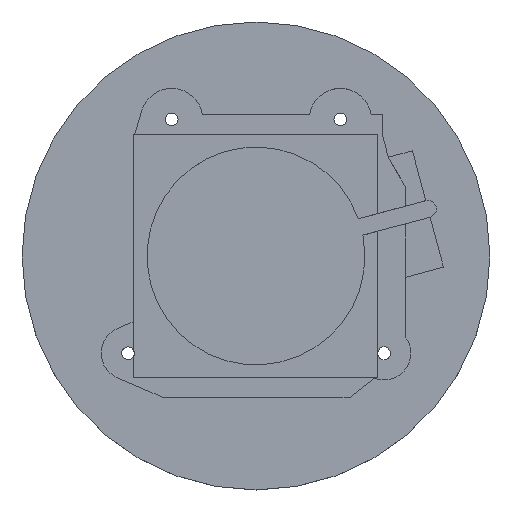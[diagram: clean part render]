
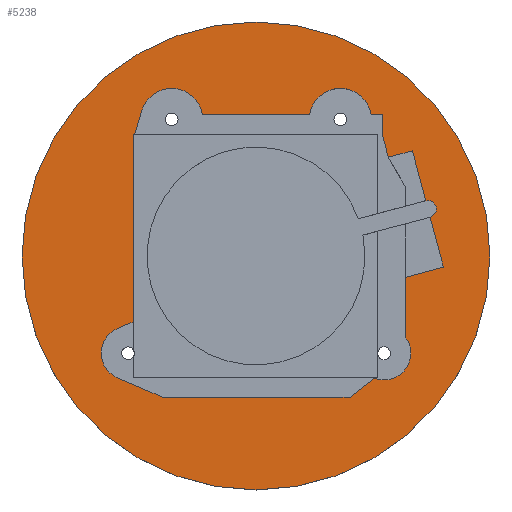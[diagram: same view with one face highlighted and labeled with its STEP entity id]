
A CAD part, top view. The second image highlights one B-rep face of the part: STEP entity #5238.
In plain terms, the highlighted planar face has unit normal (0, 0, 1).
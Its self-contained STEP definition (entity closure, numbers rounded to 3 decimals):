
#50=CIRCLE('',#5393,1.);
#52=CIRCLE('',#5396,27.5);
#53=CIRCLE('',#5397,3.15);
#54=CIRCLE('',#5398,3.15);
#55=CIRCLE('',#5399,3.65);
#56=CIRCLE('',#5400,3.65);
#90=FACE_BOUND('',#753,.T.);
#184=PLANE('',#5395);
#452=FACE_OUTER_BOUND('',#752,.T.);
#752=EDGE_LOOP('',(#4643));
#753=EDGE_LOOP('',(#4644,#4645,#4646,#4647,#4648,#4649,#4650,#4651,#4652,
#4653,#4654,#4655,#4656,#4657,#4658,#4659,#4660,#4661,#4662,#4663,#4664,
#4665));
#1156=LINE('',#10210,#1595);
#1171=LINE('',#10250,#1610);
#1174=LINE('',#10255,#1613);
#1176=LINE('',#10259,#1615);
#1178=LINE('',#10263,#1617);
#1180=LINE('',#10274,#1619);
#1181=LINE('',#10276,#1620);
#1182=LINE('',#10278,#1621);
#1183=LINE('',#10282,#1622);
#1184=LINE('',#10284,#1623);
#1185=LINE('',#10286,#1624);
#1186=LINE('',#10288,#1625);
#1187=LINE('',#10292,#1626);
#1188=LINE('',#10296,#1627);
#1189=LINE('',#10298,#1628);
#1190=LINE('',#10300,#1629);
#1191=LINE('',#10301,#1630);
#1595=VECTOR('',#5995,10.);
#1610=VECTOR('',#6028,10.);
#1613=VECTOR('',#6033,10.);
#1615=VECTOR('',#6037,10.);
#1617=VECTOR('',#6041,10.);
#1619=VECTOR('',#6055,10.);
#1620=VECTOR('',#6056,10.);
#1621=VECTOR('',#6057,10.);
#1622=VECTOR('',#6060,10.);
#1623=VECTOR('',#6061,10.);
#1624=VECTOR('',#6062,10.);
#1625=VECTOR('',#6063,10.);
#1626=VECTOR('',#6066,10.);
#1627=VECTOR('',#6069,10.);
#1628=VECTOR('',#6070,10.);
#1629=VECTOR('',#6071,10.);
#1630=VECTOR('',#6072,10.);
#2438=VERTEX_POINT('',#10207);
#2439=VERTEX_POINT('',#10209);
#2454=VERTEX_POINT('',#10248);
#2455=VERTEX_POINT('',#10249);
#2456=VERTEX_POINT('',#10254);
#2457=VERTEX_POINT('',#10258);
#2458=VERTEX_POINT('',#10262);
#2459=VERTEX_POINT('',#10269);
#2460=VERTEX_POINT('',#10271);
#2461=VERTEX_POINT('',#10273);
#2462=VERTEX_POINT('',#10275);
#2463=VERTEX_POINT('',#10277);
#2464=VERTEX_POINT('',#10279);
#2465=VERTEX_POINT('',#10281);
#2466=VERTEX_POINT('',#10283);
#2467=VERTEX_POINT('',#10285);
#2468=VERTEX_POINT('',#10287);
#2469=VERTEX_POINT('',#10289);
#2470=VERTEX_POINT('',#10291);
#2471=VERTEX_POINT('',#10293);
#2472=VERTEX_POINT('',#10295);
#2473=VERTEX_POINT('',#10297);
#2474=VERTEX_POINT('',#10299);
#3175=EDGE_CURVE('',#2439,#2438,#1156,.F.);
#3195=EDGE_CURVE('',#2454,#2455,#1171,.T.);
#3198=EDGE_CURVE('',#2456,#2454,#1174,.T.);
#3200=EDGE_CURVE('',#2457,#2439,#1176,.T.);
#3202=EDGE_CURVE('',#2458,#2457,#1178,.T.);
#3204=EDGE_CURVE('',#2455,#2458,#50,.T.);
#3206=EDGE_CURVE('',#2459,#2459,#52,.T.);
#3207=EDGE_CURVE('',#2438,#2460,#53,.F.);
#3208=EDGE_CURVE('',#2460,#2461,#1180,.F.);
#3209=EDGE_CURVE('',#2461,#2462,#1181,.F.);
#3210=EDGE_CURVE('',#2462,#2463,#1182,.F.);
#3211=EDGE_CURVE('',#2463,#2464,#54,.F.);
#3212=EDGE_CURVE('',#2464,#2465,#1183,.F.);
#3213=EDGE_CURVE('',#2465,#2466,#1184,.F.);
#3214=EDGE_CURVE('',#2466,#2467,#1185,.F.);
#3215=EDGE_CURVE('',#2467,#2468,#1186,.F.);
#3216=EDGE_CURVE('',#2468,#2469,#55,.F.);
#3217=EDGE_CURVE('',#2469,#2470,#1187,.F.);
#3218=EDGE_CURVE('',#2470,#2471,#56,.F.);
#3219=EDGE_CURVE('',#2471,#2472,#1188,.F.);
#3220=EDGE_CURVE('',#2472,#2473,#1189,.F.);
#3221=EDGE_CURVE('',#2473,#2474,#1190,.F.);
#3222=EDGE_CURVE('',#2474,#2456,#1191,.F.);
#4643=ORIENTED_EDGE('',*,*,#3206,.F.);
#4644=ORIENTED_EDGE('',*,*,#3198,.T.);
#4645=ORIENTED_EDGE('',*,*,#3195,.T.);
#4646=ORIENTED_EDGE('',*,*,#3204,.T.);
#4647=ORIENTED_EDGE('',*,*,#3202,.T.);
#4648=ORIENTED_EDGE('',*,*,#3200,.T.);
#4649=ORIENTED_EDGE('',*,*,#3175,.T.);
#4650=ORIENTED_EDGE('',*,*,#3207,.T.);
#4651=ORIENTED_EDGE('',*,*,#3208,.T.);
#4652=ORIENTED_EDGE('',*,*,#3209,.T.);
#4653=ORIENTED_EDGE('',*,*,#3210,.T.);
#4654=ORIENTED_EDGE('',*,*,#3211,.T.);
#4655=ORIENTED_EDGE('',*,*,#3212,.T.);
#4656=ORIENTED_EDGE('',*,*,#3213,.T.);
#4657=ORIENTED_EDGE('',*,*,#3214,.T.);
#4658=ORIENTED_EDGE('',*,*,#3215,.T.);
#4659=ORIENTED_EDGE('',*,*,#3216,.T.);
#4660=ORIENTED_EDGE('',*,*,#3217,.T.);
#4661=ORIENTED_EDGE('',*,*,#3218,.T.);
#4662=ORIENTED_EDGE('',*,*,#3219,.T.);
#4663=ORIENTED_EDGE('',*,*,#3220,.T.);
#4664=ORIENTED_EDGE('',*,*,#3221,.T.);
#4665=ORIENTED_EDGE('',*,*,#3222,.T.);
#5238=ADVANCED_FACE('',(#452,#90),#184,.F.);
#5393=AXIS2_PLACEMENT_3D('',#10266,#6045,#6046);
#5395=AXIS2_PLACEMENT_3D('',#10268,#6049,#6050);
#5396=AXIS2_PLACEMENT_3D('',#10270,#6051,#6052);
#5397=AXIS2_PLACEMENT_3D('',#10272,#6053,#6054);
#5398=AXIS2_PLACEMENT_3D('',#10280,#6058,#6059);
#5399=AXIS2_PLACEMENT_3D('',#10290,#6064,#6065);
#5400=AXIS2_PLACEMENT_3D('',#10294,#6067,#6068);
#5995=DIRECTION('',(0.,1.,0.));
#6028=DIRECTION('',(0.259,-0.966,0.));
#6033=DIRECTION('',(0.966,0.259,0.));
#6037=DIRECTION('',(-0.966,-0.259,0.));
#6041=DIRECTION('',(0.259,-0.966,0.));
#6045=DIRECTION('center_axis',(0.,0.,-1.));
#6046=DIRECTION('ref_axis',(1.,0.,0.));
#6049=DIRECTION('center_axis',(0.,0.,-1.));
#6050=DIRECTION('ref_axis',(1.,0.,0.));
#6051=DIRECTION('center_axis',(0.,0.,-1.));
#6052=DIRECTION('ref_axis',(1.,0.,0.));
#6053=DIRECTION('center_axis',(0.,0.,1.));
#6054=DIRECTION('ref_axis',(-0.396,-0.918,0.));
#6055=DIRECTION('',(0.787,0.617,0.));
#6056=DIRECTION('',(1.,0.,0.));
#6057=DIRECTION('',(0.919,-0.394,0.));
#6058=DIRECTION('center_axis',(0.,0.,1.));
#6059=DIRECTION('ref_axis',(-0.394,0.919,0.));
#6060=DIRECTION('',(-0.919,-0.394,0.));
#6061=DIRECTION('',(0.,-1.,0.));
#6062=DIRECTION('',(-1.,0.,0.));
#6063=DIRECTION('',(-0.291,-0.957,0.));
#6064=DIRECTION('center_axis',(0.,0.,1.));
#6065=DIRECTION('ref_axis',(0.994,0.112,0.));
#6066=DIRECTION('',(-1.,0.,0.));
#6067=DIRECTION('center_axis',(0.,0.,1.));
#6068=DIRECTION('ref_axis',(0.994,0.112,0.));
#6069=DIRECTION('',(-1.,0.,0.));
#6070=DIRECTION('',(0.,1.,0.));
#6071=DIRECTION('',(-0.259,0.966,0.));
#6072=DIRECTION('',(-0.5,0.866,0.));
#10207=CARTESIAN_POINT('',(17.526,-9.48,0.));
#10209=CARTESIAN_POINT('',(17.526,-2.515,0.));
#10210=CARTESIAN_POINT('',(17.526,4.079,0.));
#10248=CARTESIAN_POINT('',(18.379,12.362,0.));
#10249=CARTESIAN_POINT('',(19.951,6.494,0.));
#10250=CARTESIAN_POINT('',(19.308,8.893,0.));
#10254=CARTESIAN_POINT('',(15.558,11.607,0.));
#10255=CARTESIAN_POINT('',(6.85,9.273,0.));
#10258=CARTESIAN_POINT('',(22.041,-1.305,0.));
#10259=CARTESIAN_POINT('',(11.922,-4.017,0.));
#10262=CARTESIAN_POINT('',(20.469,4.563,0.));
#10263=CARTESIAN_POINT('',(20.353,4.993,0.));
#10266=CARTESIAN_POINT('Origin',(20.21,5.528,0.));
#10268=CARTESIAN_POINT('Origin',(0.,0.,0.));
#10269=CARTESIAN_POINT('',(-27.5,0.,0.));
#10270=CARTESIAN_POINT('Origin',(0.,0.,0.));
#10271=CARTESIAN_POINT('',(13.886,-14.354,0.));
#10272=CARTESIAN_POINT('Origin',(15.05,-11.427,0.));
#10273=CARTESIAN_POINT('',(11.052,-16.577,0.));
#10274=CARTESIAN_POINT('',(13.031,-15.025,0.));
#10275=CARTESIAN_POINT('',(-11.031,-16.577,0.));
#10276=CARTESIAN_POINT('',(5.5,-16.577,0.));
#10277=CARTESIAN_POINT('',(-16.291,-14.322,0.));
#10278=CARTESIAN_POINT('',(-9.387,-17.282,0.));
#10279=CARTESIAN_POINT('',(-16.291,-8.532,0.));
#10280=CARTESIAN_POINT('Origin',(-15.05,-11.427,0.));
#10281=CARTESIAN_POINT('',(-14.45,-7.743,0.));
#10282=CARTESIAN_POINT('',(-7.865,-4.92,0.));
#10283=CARTESIAN_POINT('',(-14.45,14.3,0.));
#10284=CARTESIAN_POINT('',(-14.45,-7.075,0.));
#10285=CARTESIAN_POINT('',(-14.261,14.3,0.));
#10286=CARTESIAN_POINT('',(-7.075,14.3,0.));
#10287=CARTESIAN_POINT('',(-13.406,17.112,0.));
#10288=CARTESIAN_POINT('',(-15.641,9.762,0.));
#10289=CARTESIAN_POINT('',(-6.304,16.591,0.));
#10290=CARTESIAN_POINT('Origin',(-9.914,16.05,0.));
#10291=CARTESIAN_POINT('',(6.304,16.591,0.));
#10292=CARTESIAN_POINT('',(-3.218,16.591,0.));
#10293=CARTESIAN_POINT('',(13.523,16.591,0.));
#10294=CARTESIAN_POINT('Origin',(9.914,16.05,0.));
#10295=CARTESIAN_POINT('',(14.911,16.591,0.));
#10296=CARTESIAN_POINT('',(6.696,16.591,0.));
#10297=CARTESIAN_POINT('',(14.911,14.001,0.));
#10298=CARTESIAN_POINT('',(14.911,8.221,0.));
#10299=CARTESIAN_POINT('',(15.548,11.624,0.));
#10300=CARTESIAN_POINT('',(16.16,9.343,0.));
#10301=CARTESIAN_POINT('',(16.117,10.64,0.));
